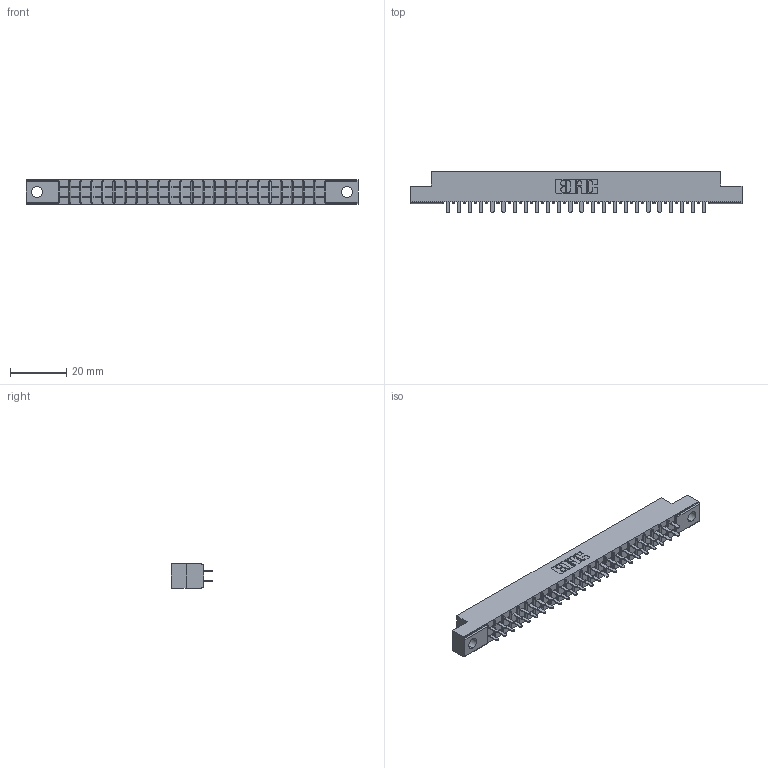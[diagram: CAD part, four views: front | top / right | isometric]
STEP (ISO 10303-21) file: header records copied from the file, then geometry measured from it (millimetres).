
FILE_DESCRIPTION (( 'STEP AP203' ), '1' );
FILE_NAME ('305-048-521-504.STEP', '2019-09-09T21:11:22', ( '' ), ( '' ), 'SwSTEP 2.0', 'SolidWorks 2016', '' );
FILE_SCHEMA (( 'CONFIG_CONTROL_DESIGN' ));
Length unit declared in the file: inch
Products named in the file (3): 305-290-001_521; 305 Part_.156 Dia; 305-048-521-504
Assembly tree (49 placements, depth 2):
  305-048-521-504
    305 Part_.156 Dia
    305-290-001_521  x48
Bounding box: 118.11 x 14.86 x 8.71 mm (x, y, z)
Volume: 6919.3 mm3; surface area: 13628.2 mm2
Topology: 49 solids, 49 shells, 2338 faces, 6664 edges, 4312 vertices
Faces by surface type: plane 1378, cylinder 864, sphere 96
Entity records: 28475 total; most frequent: CARTESIAN_POINT 4716, ORIENTED_EDGE 4676, DIRECTION 4568, EDGE_CURVE 2338, LINE 1880, VECTOR 1880, VERTEX_POINT 1492, AXIS2_PLACEMENT_3D 1344
